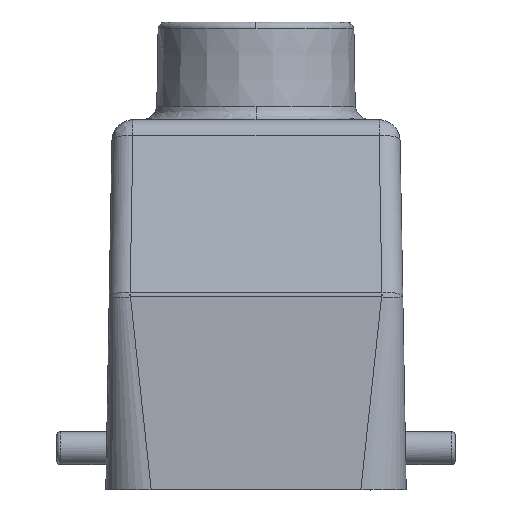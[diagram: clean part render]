
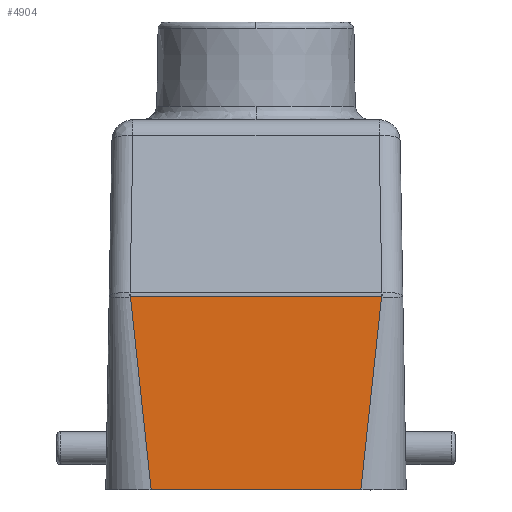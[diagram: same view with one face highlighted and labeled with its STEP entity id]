
A CAD part, left-side view. The second image highlights one B-rep face of the part: STEP entity #4904.
In plain terms, the highlighted planar face has unit normal (-1, 0, 0.018).
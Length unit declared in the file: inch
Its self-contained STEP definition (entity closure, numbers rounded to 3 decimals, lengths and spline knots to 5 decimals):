
#45 = VECTOR ( 'NONE', #3215, 39.37008 ) ;
#148 = PLANE ( 'NONE',  #2681 ) ;
#532 = DIRECTION ( 'NONE',  ( 0., 1., 0. ) ) ;
#704 = ORIENTED_EDGE ( 'NONE', *, *, #1318, .T. ) ;
#779 = LINE ( 'NONE', #3841, #45 ) ;
#1129 = EDGE_CURVE ( 'NONE', #1859, #1468, #779, .T. ) ;
#1254 = EDGE_CURVE ( 'NONE', #4823, #7939, #4121, .T. ) ;
#1318 = EDGE_CURVE ( 'NONE', #7939, #1859, #7357, .T. ) ;
#1468 = VERTEX_POINT ( 'NONE', #7475 ) ;
#1859 = VERTEX_POINT ( 'NONE', #7112 ) ;
#2094 = CARTESIAN_POINT ( 'NONE',  ( -0.51181, -0.59115, 0. ) ) ;
#2358 = CARTESIAN_POINT ( 'NONE',  ( -0.49282, 0., 1.0881 ) ) ;
#2626 = CARTESIAN_POINT ( 'NONE',  ( -0.51181, 0., 0. ) ) ;
#2681 = AXIS2_PLACEMENT_3D ( 'NONE', #7046, #5113, #7008 ) ;
#2733 = ORIENTED_EDGE ( 'NONE', *, *, #1129, .T. ) ;
#2809 = CARTESIAN_POINT ( 'NONE',  ( -0.51181, -0.59115, 0. ) ) ;
#3188 = ORIENTED_EDGE ( 'NONE', *, *, #1254, .T. ) ;
#3215 = DIRECTION ( 'NONE',  ( -0.017, -0.107, -0.994 ) ) ;
#3841 = CARTESIAN_POINT ( 'NONE',  ( -0.49282, 0.70786, 1.0881 ) ) ;
#3904 = LINE ( 'NONE', #2626, #4744 ) ;
#4116 = EDGE_LOOP ( 'NONE', ( #704, #2733, #6741, #3188 ) ) ;
#4121 = LINE ( 'NONE', #2809, #6677 ) ;
#4132 = EDGE_CURVE ( 'NONE', #4823, #1468, #3904, .T. ) ;
#4574 = DIRECTION ( 'NONE',  ( 0., 1., 0. ) ) ;
#4744 = VECTOR ( 'NONE', #4574, 39.37008 ) ;
#4823 = VERTEX_POINT ( 'NONE', #2094 ) ;
#4904 = ADVANCED_FACE ( 'NONE', ( #7658 ), #148, .T. ) ;
#5113 = DIRECTION ( 'NONE',  ( -1., 0., 0.017 ) ) ;
#6155 = VECTOR ( 'NONE', #532, 39.37008 ) ;
#6677 = VECTOR ( 'NONE', #7717, 39.37008 ) ;
#6741 = ORIENTED_EDGE ( 'NONE', *, *, #4132, .F. ) ;
#7008 = DIRECTION ( 'NONE',  ( 0.017, 0., 1. ) ) ;
#7046 = CARTESIAN_POINT ( 'NONE',  ( -0.51181, 0., 0. ) ) ;
#7112 = CARTESIAN_POINT ( 'NONE',  ( -0.49282, 0.70786, 1.0881 ) ) ;
#7311 = CARTESIAN_POINT ( 'NONE',  ( -0.49282, -0.70786, 1.0881 ) ) ;
#7357 = LINE ( 'NONE', #2358, #6155 ) ;
#7475 = CARTESIAN_POINT ( 'NONE',  ( -0.51181, 0.59115, 0. ) ) ;
#7658 = FACE_OUTER_BOUND ( 'NONE', #4116, .T. ) ;
#7717 = DIRECTION ( 'NONE',  ( 0.017, -0.107, 0.994 ) ) ;
#7939 = VERTEX_POINT ( 'NONE', #7311 ) ;
